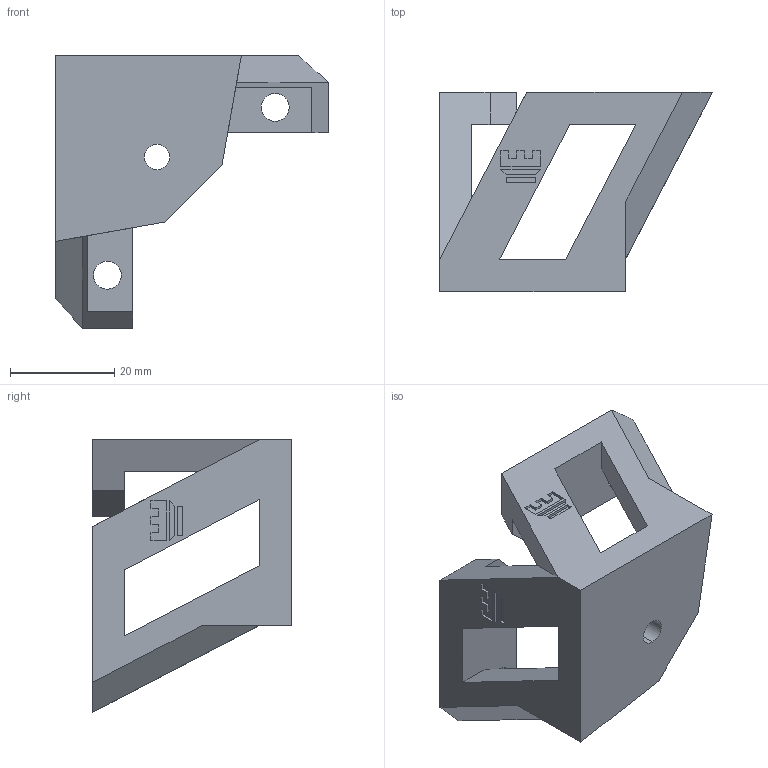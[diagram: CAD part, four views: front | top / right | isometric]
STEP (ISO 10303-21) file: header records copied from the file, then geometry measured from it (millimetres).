
FILE_DESCRIPTION (( 'STEP AP214' ), '1' );
FILE_NAME ('Rook_Foot Mount_2.0_Beta.STEP', '2022-11-13T20:08:31', ( '' ), ( '' ), 'SwSTEP 2.0', 'SolidWorks 2020', '' );
FILE_SCHEMA (( 'AUTOMOTIVE_DESIGN' ));
Length unit declared in the file: inch
Products named in the file (1): Rook_Foot Mount_2.0_Beta
Bounding box: 52.22 x 38.1 x 52.22 mm (x, y, z)
Volume: 18355.5 mm3; surface area: 9279.6 mm2
Topology: 1 solids, 1 shells, 81 faces, 223 edges, 148 vertices
Faces by surface type: plane 75, cylinder 6
Entity records: 2593 total; most frequent: CARTESIAN_POINT 453, ORIENTED_EDGE 446, DIRECTION 399, EDGE_CURVE 223, LINE 211, VECTOR 211, VERTEX_POINT 148, EDGE_LOOP 95
